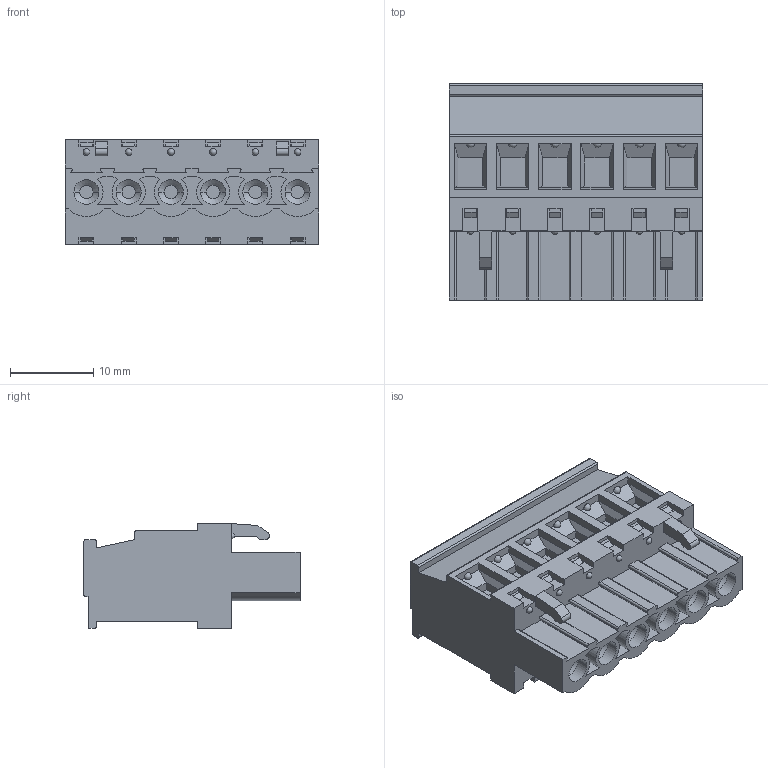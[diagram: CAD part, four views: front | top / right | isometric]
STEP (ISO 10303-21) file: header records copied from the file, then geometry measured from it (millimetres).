
FILE_DESCRIPTION( ('This file contains a STEP AP42 implementation' ,'as created by ZW3D STEP Interface translator.') ,'2;1' );
FILE_NAME( 'WJ2EDGKA-5.08-06P-00A.stp' ,'23 328.1037 5', (''), ('ZWCAD Software Co.'), 'Version 1.0', 'ZW3D to STEP translator', '' );
FILE_SCHEMA(('AUTOMOTIVE_DESIGN { 1 0 10303 214 1 1 1 1 }'));
Length unit declared in the file: millimetre
Products named in the file (2): 0; WJ2EDGKAM-5.08-10P
Bounding box: 30.48 x 26 x 12.6 mm (x, y, z)
Volume: 6551.4 mm3; surface area: 4040.9 mm2
Topology: 1 solids, 1 shells, 531 faces, 1304 edges, 804 vertices
Faces by surface type: plane 310, cylinder 137, cone 48, torus 24, sphere 12
Entity records: 15969 total; most frequent: CARTESIAN_POINT 2784, DIRECTION 2678, ORIENTED_EDGE 2560, EDGE_CURVE 1280, VECTOR 898, LINE 898, AXIS2_PLACEMENT_3D 890, VERTEX_POINT 804
